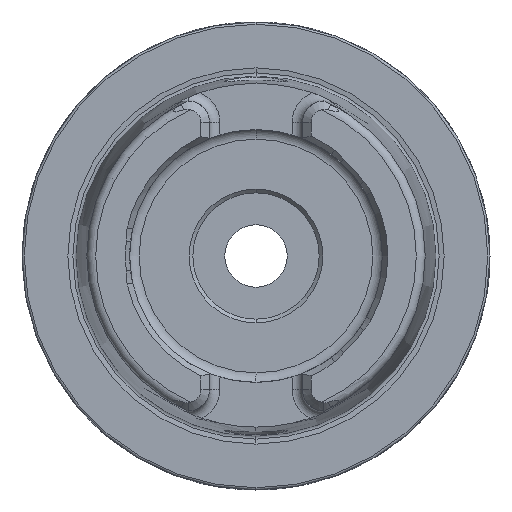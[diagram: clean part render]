
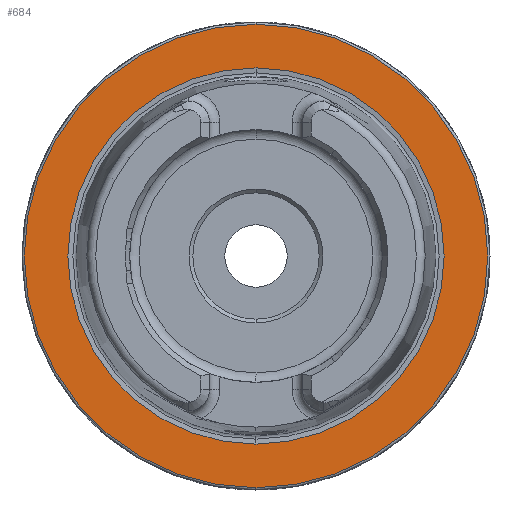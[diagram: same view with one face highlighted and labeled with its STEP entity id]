
A CAD part, left-side view. The second image highlights one B-rep face of the part: STEP entity #684.
In plain terms, the highlighted planar face has unit normal (-1, 0, 0).
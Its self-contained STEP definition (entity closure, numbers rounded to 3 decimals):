
#316 = CARTESIAN_POINT ( 'NONE',  ( 0., 0., 0. ) ) ;
#317 = DIRECTION ( 'NONE',  ( -1., 0., 0. ) ) ;
#318 = DIRECTION ( 'NONE',  ( 0., 0., 1. ) ) ;
#330 = CARTESIAN_POINT ( 'NONE',  ( 0., 0., 0. ) ) ;
#331 = DIRECTION ( 'NONE',  ( -1., 0., 0. ) ) ;
#332 = DIRECTION ( 'NONE',  ( 0., 0., 1. ) ) ;
#684 = ADVANCED_FACE ( 'NONE', ( #5661, #5654 ), #8679, .F. ) ;
#874 = CARTESIAN_POINT ( 'NONE',  ( 0., 0., -25.324 ) ) ;
#1608 = CIRCLE ( 'NONE', #2314, 31.2 ) ;
#1621 = CIRCLE ( 'NONE', #2311, 25.324 ) ;
#1736 = CIRCLE ( 'NONE', #2265, 31.2 ) ;
#1845 = CIRCLE ( 'NONE', #3872, 25.324 ) ;
#2078 = CARTESIAN_POINT ( 'NONE',  ( 0., 0., 0. ) ) ;
#2079 = DIRECTION ( 'NONE',  ( -1., 0., 0. ) ) ;
#2080 = DIRECTION ( 'NONE',  ( 0., 0., 1. ) ) ;
#2265 = AXIS2_PLACEMENT_3D ( 'NONE', #2936, #2937, #2939 ) ;
#2311 = AXIS2_PLACEMENT_3D ( 'NONE', #316, #317, #318 ) ;
#2314 = AXIS2_PLACEMENT_3D ( 'NONE', #330, #331, #332 ) ;
#2936 = CARTESIAN_POINT ( 'NONE',  ( 0., 0., 0. ) ) ;
#2937 = DIRECTION ( 'NONE',  ( -1., 0., 0. ) ) ;
#2939 = DIRECTION ( 'NONE',  ( 0., 0., 1. ) ) ;
#3872 = AXIS2_PLACEMENT_3D ( 'NONE', #2078, #2079, #2080 ) ;
#4115 = CARTESIAN_POINT ( 'NONE',  ( 0., 0., 31.2 ) ) ;
#4194 = CARTESIAN_POINT ( 'NONE',  ( 0., 0., 25.324 ) ) ;
#4705 = VERTEX_POINT ( 'NONE', #874 ) ;
#5170 = ORIENTED_EDGE ( 'NONE', *, *, #8029, .F. ) ;
#5172 = ORIENTED_EDGE ( 'NONE', *, *, #8953, .F. ) ;
#5173 = ORIENTED_EDGE ( 'NONE', *, *, #8959, .T. ) ;
#5174 = ORIENTED_EDGE ( 'NONE', *, *, #8125, .T. ) ;
#5654 = FACE_OUTER_BOUND ( 'NONE', #5844, .T. ) ;
#5661 = FACE_BOUND ( 'NONE', #5845, .T. ) ;
#5844 = EDGE_LOOP ( 'NONE', ( #5173, #5174 ) ) ;
#5845 = EDGE_LOOP ( 'NONE', ( #5170, #5172 ) ) ;
#6878 = AXIS2_PLACEMENT_3D ( 'NONE', #8677, #8672, #8671 ) ;
#6945 = VERTEX_POINT ( 'NONE', #4115 ) ;
#7026 = VERTEX_POINT ( 'NONE', #4194 ) ;
#7168 = VERTEX_POINT ( 'NONE', #7311 ) ;
#7311 = CARTESIAN_POINT ( 'NONE',  ( 0., 0., -31.2 ) ) ;
#8029 = EDGE_CURVE ( 'NONE', #7026, #4705, #1845, .T. ) ;
#8125 = EDGE_CURVE ( 'NONE', #7168, #6945, #1736, .T. ) ;
#8671 = DIRECTION ( 'NONE',  ( 0., 0., -1. ) ) ;
#8672 = DIRECTION ( 'NONE',  ( 1., 0., 0. ) ) ;
#8677 = CARTESIAN_POINT ( 'NONE',  ( 0., 31.2, 0. ) ) ;
#8679 = PLANE ( 'NONE',  #6878 ) ;
#8953 = EDGE_CURVE ( 'NONE', #4705, #7026, #1621, .T. ) ;
#8959 = EDGE_CURVE ( 'NONE', #6945, #7168, #1608, .T. ) ;
